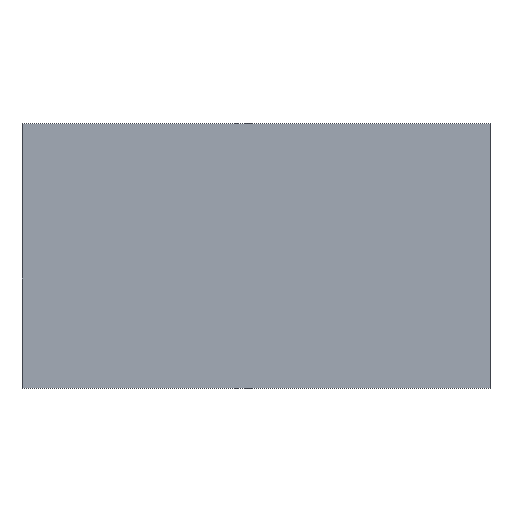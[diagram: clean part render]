
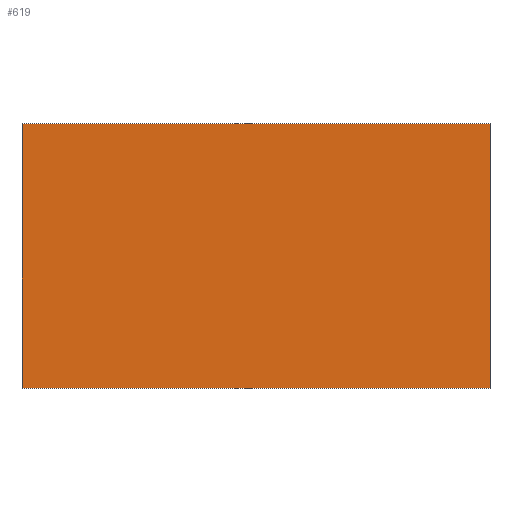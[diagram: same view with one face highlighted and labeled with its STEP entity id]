
A CAD part, top view. The second image highlights one B-rep face of the part: STEP entity #619.
In plain terms, the highlighted planar face has unit normal (0, 0, 1).
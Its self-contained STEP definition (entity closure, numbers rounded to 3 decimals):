
#33 = LINE ( 'NONE', #133, #1740 ) ;
#122 = EDGE_CURVE ( 'NONE', #1313, #1662, #33, .T. ) ;
#133 = CARTESIAN_POINT ( 'NONE',  ( 2.3, -1.3, 0.75 ) ) ;
#222 = DIRECTION ( 'NONE',  ( 1., 0., 0. ) ) ;
#250 = EDGE_LOOP ( 'NONE', ( #2078, #1544, #332, #1317 ) ) ;
#285 = EDGE_CURVE ( 'NONE', #1662, #913, #1590, .T. ) ;
#331 = DIRECTION ( 'NONE',  ( -1., 0., 0. ) ) ;
#332 = ORIENTED_EDGE ( 'NONE', *, *, #901, .T. ) ;
#423 = EDGE_CURVE ( 'NONE', #1204, #1313, #923, .T. ) ;
#454 = DIRECTION ( 'NONE',  ( 0., 0., -1. ) ) ;
#523 = CARTESIAN_POINT ( 'NONE',  ( -2.3, 1.3, 0.75 ) ) ;
#528 = DIRECTION ( 'NONE',  ( 0., -1., 0. ) ) ;
#544 = CARTESIAN_POINT ( 'NONE',  ( -2.3, -1.3, 0.75 ) ) ;
#619 = ADVANCED_FACE ( 'NONE', ( #816 ), #951, .F. ) ;
#640 = DIRECTION ( 'NONE',  ( 0., 1., 0. ) ) ;
#816 = FACE_OUTER_BOUND ( 'NONE', #250, .T. ) ;
#901 = EDGE_CURVE ( 'NONE', #913, #1204, #1621, .T. ) ;
#913 = VERTEX_POINT ( 'NONE', #523 ) ;
#923 = LINE ( 'NONE', #544, #1826 ) ;
#951 = PLANE ( 'NONE',  #2093 ) ;
#1027 = CARTESIAN_POINT ( 'NONE',  ( -2.3, -1.3, 0.75 ) ) ;
#1045 = CARTESIAN_POINT ( 'NONE',  ( 2.3, 1.3, 0.75 ) ) ;
#1103 = CARTESIAN_POINT ( 'NONE',  ( 0., 0., 0.75 ) ) ;
#1172 = VECTOR ( 'NONE', #528, 1000. ) ;
#1204 = VERTEX_POINT ( 'NONE', #1884 ) ;
#1313 = VERTEX_POINT ( 'NONE', #1624 ) ;
#1317 = ORIENTED_EDGE ( 'NONE', *, *, #423, .T. ) ;
#1505 = CARTESIAN_POINT ( 'NONE',  ( -2.3, 1.3, 0.75 ) ) ;
#1544 = ORIENTED_EDGE ( 'NONE', *, *, #285, .T. ) ;
#1590 = LINE ( 'NONE', #1505, #1852 ) ;
#1621 = LINE ( 'NONE', #1027, #1172 ) ;
#1624 = CARTESIAN_POINT ( 'NONE',  ( 2.3, -1.3, 0.75 ) ) ;
#1662 = VERTEX_POINT ( 'NONE', #1045 ) ;
#1740 = VECTOR ( 'NONE', #640, 1000. ) ;
#1826 = VECTOR ( 'NONE', #222, 1000. ) ;
#1852 = VECTOR ( 'NONE', #331, 1000. ) ;
#1884 = CARTESIAN_POINT ( 'NONE',  ( -2.3, -1.3, 0.75 ) ) ;
#1939 = DIRECTION ( 'NONE',  ( -1., 0., 0. ) ) ;
#2078 = ORIENTED_EDGE ( 'NONE', *, *, #122, .T. ) ;
#2093 = AXIS2_PLACEMENT_3D ( 'NONE', #1103, #454, #1939 ) ;
